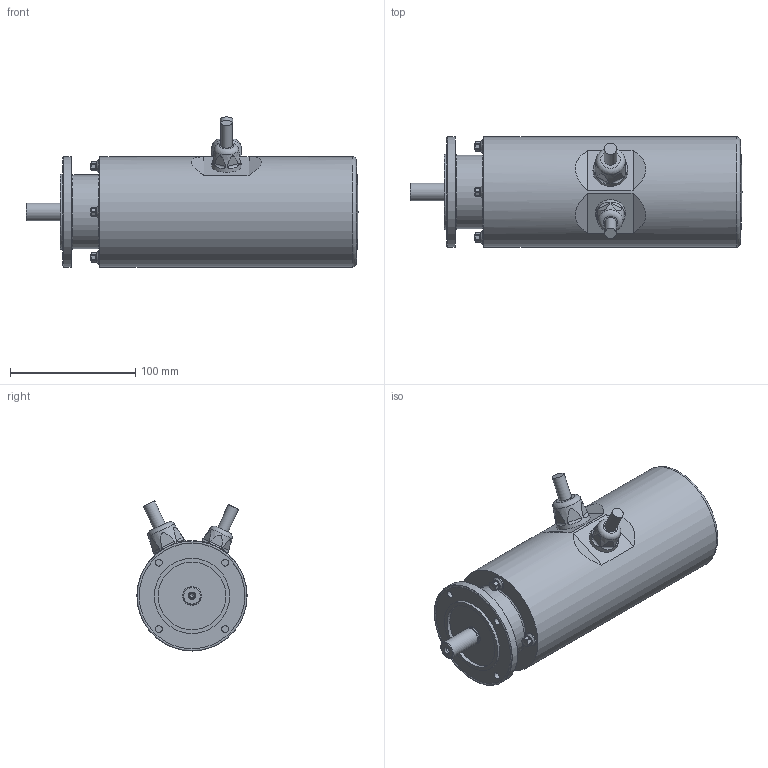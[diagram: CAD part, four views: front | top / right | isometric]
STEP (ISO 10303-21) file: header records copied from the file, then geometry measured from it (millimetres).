
FILE_DESCRIPTION(/* description */ (''),/* implementation_level */ '2;1');
FILE_NAME(/* name */ 'CM2H_KSYMotor-WelleB5-26X_01_KSY264_BremseKabelGeber.stp',/* time_stamp */ '2023-03-20T10:36:24+01:00',/* author */ (''),/* organization */ (''),/* preprocessor_version */ 'ST-DEVELOPER v16',/* originating_system */ 'SIEMENS PLM Software NX 10.0',/* authorisation */ '');
FILE_SCHEMA (('AUTOMOTIVE_DESIGN { 1 0 10303 214 3 1 1 1 }'));
Length unit declared in the file: millimetre
Products named in the file (4): Kabelverschr_16_SEW; Kabelverschr_20_SY3_SEW; KSY264HD_R4_SEW_B5_S153_Rumpf; KSY264HD_R4_SEW_B5_S1_S153
Assembly tree (3 placements, depth 2):
  KSY264HD_R4_SEW_B5_S1_S153
    KSY264HD_R4_SEW_B5_S153_Rumpf
    Kabelverschr_20_SY3_SEW
    Kabelverschr_16_SEW
Bounding box: 265 x 88 x 119.8 mm (x, y, z)
Volume: 1364389.5 mm3; surface area: 89979.9 mm2
Topology: 3 solids, 3 shells, 144 faces, 328 edges, 212 vertices
Faces by surface type: cylinder 62, plane 58, cone 10, torus 9, sphere 4, bspline 1
Full cylindrical faces by diameter (mm): 3.432 x1, 4.5 x1, 5.5 x4, 7.65 x4, 9 x1, 10 x1, 10.8 x4, 13.5 x1, 14 x1, 15 x1, 16 x1, 20 x1, 54 x1, 59 x1, 60 x1, 88 x2
Entity records: 5159 total; most frequent: CARTESIAN_POINT 1890, DIRECTION 616, ORIENTED_EDGE 510, AXIS2_PLACEMENT_3D 262, EDGE_CURVE 255, EDGE_LOOP 226, VERTEX_POINT 192, ADVANCED_FACE 144
